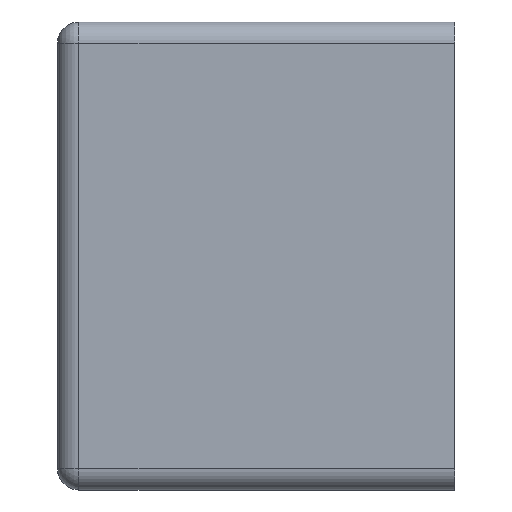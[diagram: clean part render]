
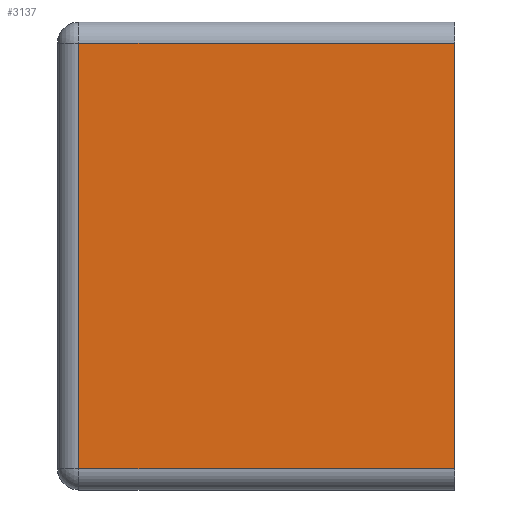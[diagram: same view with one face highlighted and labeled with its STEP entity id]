
A CAD part, left-side view. The second image highlights one B-rep face of the part: STEP entity #3137.
In plain terms, the highlighted planar face has unit normal (-1, 0, 0).
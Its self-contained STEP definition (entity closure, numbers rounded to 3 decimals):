
#39 = CARTESIAN_POINT ( 'NONE',  ( -23.5, 17.5, 9.9 ) ) ;
#170 = VECTOR ( 'NONE', #3005, 1000. ) ;
#275 = FACE_OUTER_BOUND ( 'NONE', #2353, .T. ) ;
#659 = LINE ( 'NONE', #1885, #170 ) ;
#688 = EDGE_CURVE ( 'NONE', #1938, #2496, #1616, .T. ) ;
#752 = VECTOR ( 'NONE', #948, 1000. ) ;
#828 = EDGE_CURVE ( 'NONE', #2496, #1384, #659, .T. ) ;
#948 = DIRECTION ( 'NONE',  ( 0., 1., 0. ) ) ;
#1087 = DIRECTION ( 'NONE',  ( 0., 0., 1. ) ) ;
#1233 = CARTESIAN_POINT ( 'NONE',  ( -23.5, 0., -9.9 ) ) ;
#1234 = EDGE_CURVE ( 'NONE', #1384, #1874, #1695, .T. ) ;
#1251 = DIRECTION ( 'NONE',  ( 0., 0., -1. ) ) ;
#1384 = VERTEX_POINT ( 'NONE', #1233 ) ;
#1530 = VECTOR ( 'NONE', #3759, 1000. ) ;
#1539 = VECTOR ( 'NONE', #1087, 1000. ) ;
#1560 = PLANE ( 'NONE',  #2425 ) ;
#1616 = LINE ( 'NONE', #2735, #1530 ) ;
#1695 = LINE ( 'NONE', #3580, #1539 ) ;
#1874 = VERTEX_POINT ( 'NONE', #3283 ) ;
#1885 = CARTESIAN_POINT ( 'NONE',  ( -23.5, 2., -9.9 ) ) ;
#1938 = VERTEX_POINT ( 'NONE', #39 ) ;
#2024 = ORIENTED_EDGE ( 'NONE', *, *, #3161, .T. ) ;
#2039 = ORIENTED_EDGE ( 'NONE', *, *, #1234, .T. ) ;
#2086 = ORIENTED_EDGE ( 'NONE', *, *, #688, .T. ) ;
#2353 = EDGE_LOOP ( 'NONE', ( #2086, #2686, #2039, #2024 ) ) ;
#2404 = LINE ( 'NONE', #3470, #752 ) ;
#2425 = AXIS2_PLACEMENT_3D ( 'NONE', #2681, #3713, #1251 ) ;
#2496 = VERTEX_POINT ( 'NONE', #3418 ) ;
#2681 = CARTESIAN_POINT ( 'NONE',  ( -23.5, 2., 10.9 ) ) ;
#2686 = ORIENTED_EDGE ( 'NONE', *, *, #828, .T. ) ;
#2735 = CARTESIAN_POINT ( 'NONE',  ( -23.5, 17.5, -10.9 ) ) ;
#3005 = DIRECTION ( 'NONE',  ( 0., -1., 0. ) ) ;
#3137 = ADVANCED_FACE ( 'NONE', ( #275 ), #1560, .F. ) ;
#3161 = EDGE_CURVE ( 'NONE', #1874, #1938, #2404, .T. ) ;
#3283 = CARTESIAN_POINT ( 'NONE',  ( -23.5, 0., 9.9 ) ) ;
#3418 = CARTESIAN_POINT ( 'NONE',  ( -23.5, 17.5, -9.9 ) ) ;
#3470 = CARTESIAN_POINT ( 'NONE',  ( -23.5, 2., 9.9 ) ) ;
#3580 = CARTESIAN_POINT ( 'NONE',  ( -23.5, 0., 10.9 ) ) ;
#3713 = DIRECTION ( 'NONE',  ( 1., 0., 0. ) ) ;
#3759 = DIRECTION ( 'NONE',  ( 0., 0., -1. ) ) ;
